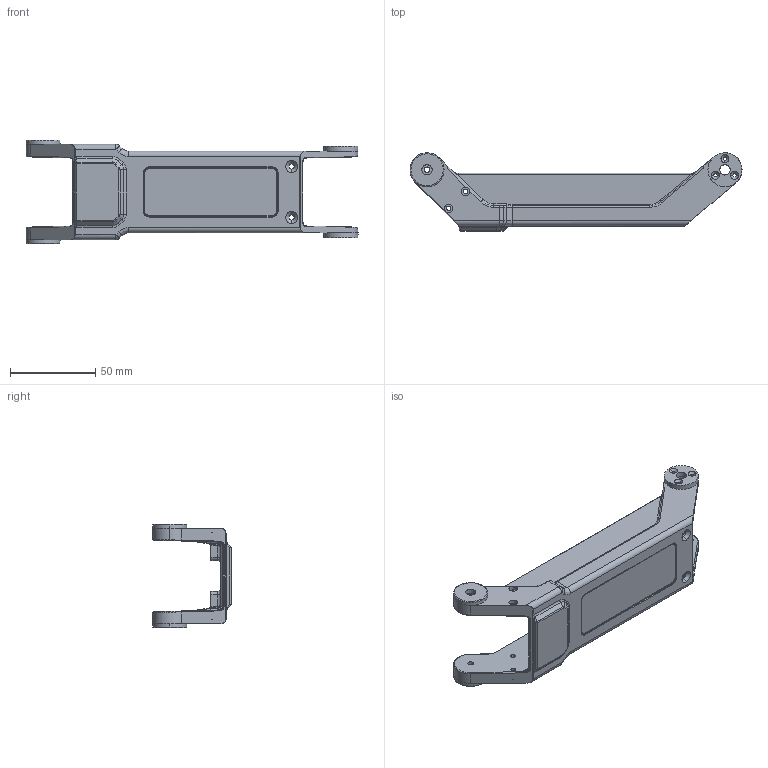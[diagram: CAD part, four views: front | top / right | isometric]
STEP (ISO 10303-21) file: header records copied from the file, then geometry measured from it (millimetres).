
FILE_DESCRIPTION(('FreeCAD Model'),'2;1');
FILE_NAME('Open CASCADE Shape Model','2024-08-13T09:14:13',('Author'),( ''),'Open CASCADE STEP processor 7.6','FreeCAD','Unknown');
FILE_SCHEMA(('AUTOMOTIVE_DESIGN { 1 0 10303 214 1 1 1 1 }'));
Length unit declared in the file: millimetre
Products named in the file (1): 12_Robot_Link2_Cover_1_unit
Bounding box: 195 x 46 x 61 mm (x, y, z)
Volume: 66237.1 mm3; surface area: 38021.9 mm2
Topology: 1 solids, 1 shells, 492 faces, 1188 edges, 702 vertices
Faces by surface type: cylinder 220, bspline 140, plane 95, cone 37
Full cylindrical faces by diameter (mm): 6.15 x2
Entity records: 22712 total; most frequent: CARTESIAN_POINT 12818, ORIENTED_EDGE 2356, DIRECTION 1617, EDGE_CURVE 1178, VERTEX_POINT 702, AXIS2_PLACEMENT_3D 616, FACE_BOUND 539, EDGE_LOOP 539
